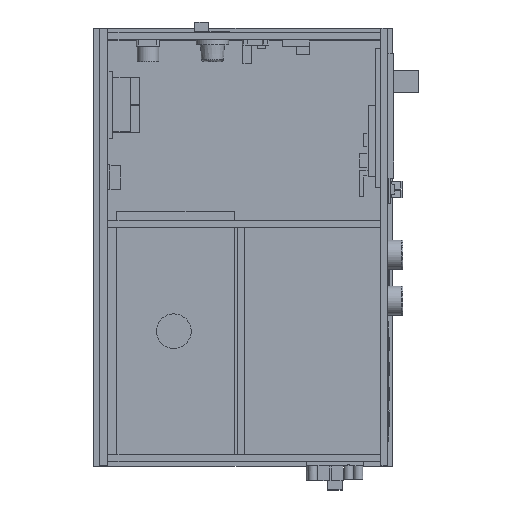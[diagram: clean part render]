
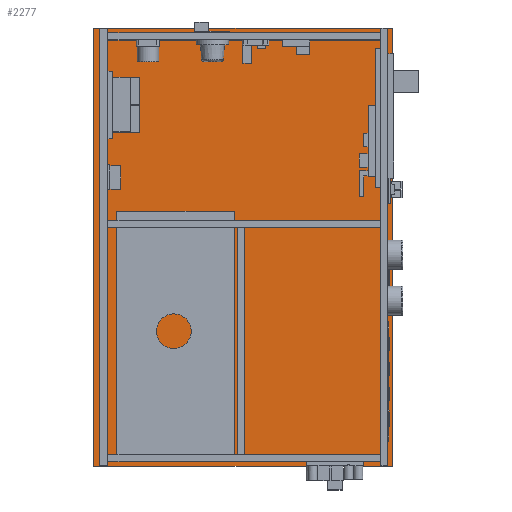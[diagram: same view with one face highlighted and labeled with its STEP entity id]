
A CAD part, top view. The second image highlights one B-rep face of the part: STEP entity #2277.
In plain terms, the highlighted planar face has unit normal (0, 0, 1).
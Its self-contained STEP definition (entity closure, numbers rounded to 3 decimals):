
#2277=ADVANCED_FACE('',(#3724),#3219,.T.);
#3219=PLANE('',#16276);
#3724=FACE_OUTER_BOUND('',#4592,.T.);
#4592=EDGE_LOOP('',(#5756,#5757,#5758,#5759));
#5756=ORIENTED_EDGE('',*,*,#11769,.F.);
#5757=ORIENTED_EDGE('',*,*,#11770,.F.);
#5758=ORIENTED_EDGE('',*,*,#11771,.F.);
#5759=ORIENTED_EDGE('',*,*,#11772,.F.);
#10246=VERTEX_POINT('',#20839);
#10247=VERTEX_POINT('',#20840);
#10248=VERTEX_POINT('',#20842);
#10249=VERTEX_POINT('',#20844);
#11769=EDGE_CURVE('',#10246,#10247,#14062,.T.);
#11770=EDGE_CURVE('',#10248,#10246,#14063,.T.);
#11771=EDGE_CURVE('',#10249,#10248,#14064,.T.);
#11772=EDGE_CURVE('',#10247,#10249,#14065,.T.);
#14062=LINE('',#20838,#15163);
#14063=LINE('',#20841,#15164);
#14064=LINE('',#20843,#15165);
#14065=LINE('',#20845,#15166);
#15163=VECTOR('',#17475,1.);
#15164=VECTOR('',#17476,1.);
#15165=VECTOR('',#17477,1.);
#15166=VECTOR('',#17478,1.);
#16276=AXIS2_PLACEMENT_3D('',#20846,#17479,#17480);
#17475=DIRECTION('',(-1.,0.,0.));
#17476=DIRECTION('',(0.,-1.,0.));
#17477=DIRECTION('',(1.,0.,0.));
#17478=DIRECTION('',(0.,1.,0.));
#17479=DIRECTION('',(0.,0.,1.));
#17480=DIRECTION('',(1.,0.,0.));
#20838=CARTESIAN_POINT('',(2.117,-127.714,4.08));
#20839=CARTESIAN_POINT('',(88.315,-127.714,4.08));
#20840=CARTESIAN_POINT('',(-84.081,-127.714,4.08));
#20841=CARTESIAN_POINT('',(88.315,-1.346,4.08));
#20842=CARTESIAN_POINT('',(88.315,125.022,4.08));
#20843=CARTESIAN_POINT('',(2.117,125.022,4.08));
#20844=CARTESIAN_POINT('',(-84.081,125.022,4.08));
#20845=CARTESIAN_POINT('',(-84.081,-1.346,4.08));
#20846=CARTESIAN_POINT('',(2.117,-1.346,4.08));
